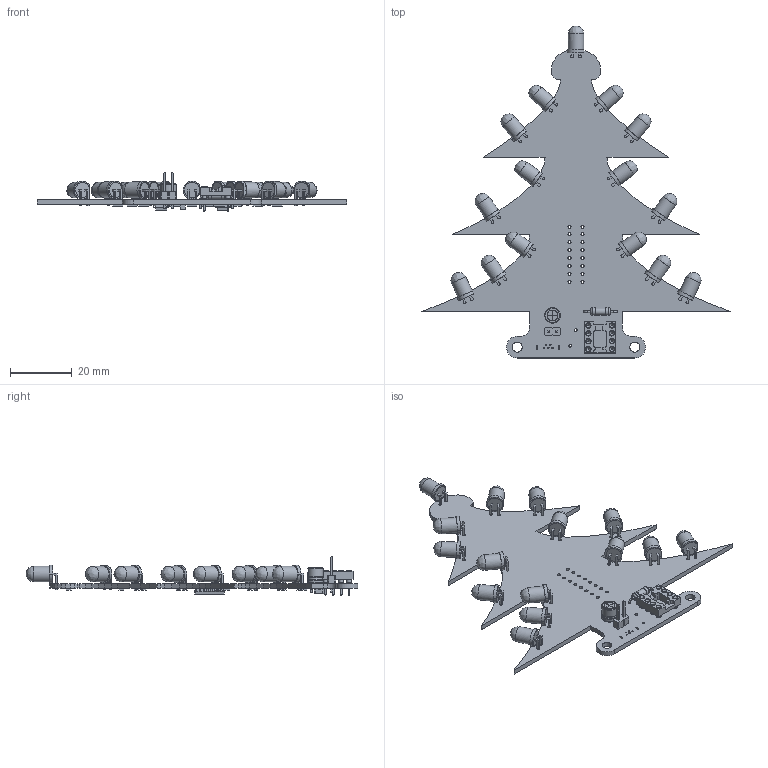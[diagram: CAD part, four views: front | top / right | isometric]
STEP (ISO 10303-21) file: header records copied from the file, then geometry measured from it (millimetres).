
FILE_DESCRIPTION(('KiCad electronic assembly'),'2;1');
FILE_NAME('PCB.step','2019-12-02T00:28:29',('An Author'),('A Company'), 'Open CASCADE STEP processor 6.9','KiCad to STEP converter','Unknown' );
FILE_SCHEMA(('AUTOMOTIVE_DESIGN { 1 0 10303 214 1 1 1 1 }'));
Length unit declared in the file: millimetre
Products named in the file (18): Open CASCADE STEP translator 6.9 1; C_1206_3216Metric; SOLID; R_1206_3216Metric; LED_D5.0mm_Horizontal_O1.27mm_Z3.0mm; PinHeader_1x02_P2.54mm_Vertical; SOIC-16_3.9x9.9mm_P1.27mm; DIP-8_W7.62mm_Socket; R_Axial_DIN0207_L6.3mm_D2.5mm_P10.16mm_Horizontal; CP_Radial_D5.0mm_P2.50mm; COMPOUND
Assembly tree (46 placements, depth 3):
  Open CASCADE STEP translator 6.9 1
    C_1206_3216Metric
      SOLID
    R_1206_3216Metric  x15
      SOLID
    LED_D5.0mm_Horizontal_O1.27mm_Z3.0mm  x15
      SOLID
    PinHeader_1x02_P2.54mm_Vertical
      SOLID
    SOIC-16_3.9x9.9mm_P1.27mm  x2
      SOLID
    DIP-8_W7.62mm_Socket
      SOLID
    R_Axial_DIN0207_L6.3mm_D2.5mm_P10.16mm_Horizontal
      SOLID
    CP_Radial_D5.0mm_P2.50mm
      SOLID
    COMPOUND
Bounding box: 100 x 107.37 x 12.32 mm (x, y, z)
Volume: 8963.7 mm3; surface area: 12922.8 mm2
Topology: 38 solids, 39 shells, 1901 faces, 4765 edges, 3010 vertices
Faces by surface type: bspline 1711, plane 113, cylinder 77
Full cylindrical faces by diameter (mm): 0.44 x5, 0.8 x12, 0.85 x2, 0.9 x30, 1 x18, 3.2 x2
Entity records: 55607 total; most frequent: CARTESIAN_POINT 20922, ORIENTED_EDGE 4034, PCURVE 4034, DEFINITIONAL_REPRESENTATION 4034, B_SPLINE_CURVE_WITH_KNOTS 3683, DIRECTION 2166, EDGE_CURVE 2017, SURFACE_CURVE 1876
